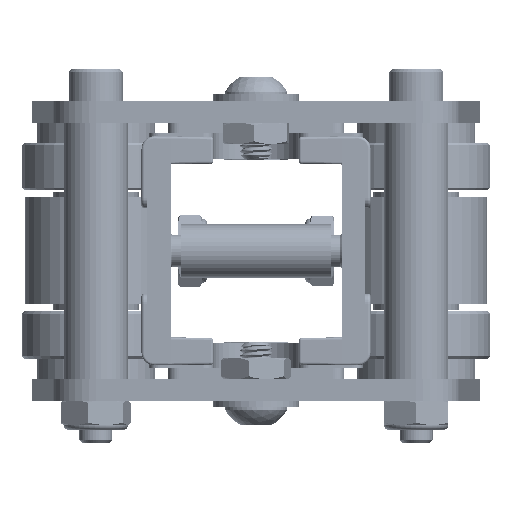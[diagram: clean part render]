
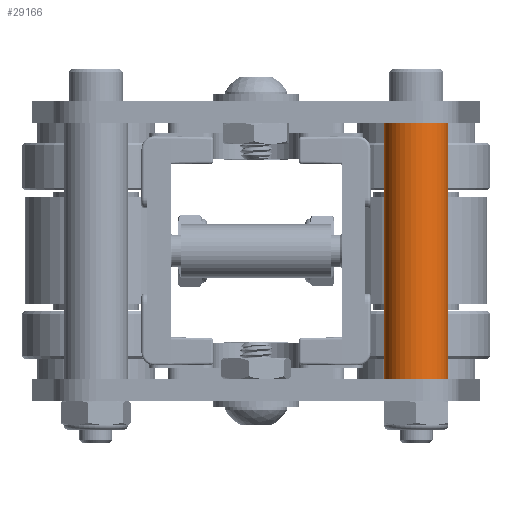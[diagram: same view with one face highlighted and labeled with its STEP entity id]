
A CAD part, front view. The second image highlights one B-rep face of the part: STEP entity #29166.
In plain terms, the highlighted cylindrical face has radius 4.763 mm (diameter 9.525 mm), a full revolution.
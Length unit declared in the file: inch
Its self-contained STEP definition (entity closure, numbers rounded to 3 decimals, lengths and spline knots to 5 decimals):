
#1558 = ORIENTED_EDGE ( 'NONE', *, *, #24050, .T. ) ;
#4039 = CYLINDRICAL_SURFACE ( 'NONE', #25908, 0.1875 ) ;
#5762 = CARTESIAN_POINT ( 'NONE',  ( 0.1875, 0., -0.75 ) ) ;
#6378 = CIRCLE ( 'NONE', #45080, 0.1875 ) ;
#6687 = EDGE_CURVE ( 'NONE', #14552, #14552, #6378, .T. ) ;
#6877 = FACE_OUTER_BOUND ( 'NONE', #18817, .T. ) ;
#10263 = CARTESIAN_POINT ( 'NONE',  ( 0., 0., -0.75 ) ) ;
#13807 = DIRECTION ( 'NONE',  ( 1., 0., 0. ) ) ;
#14552 = VERTEX_POINT ( 'NONE', #42856 ) ;
#16880 = AXIS2_PLACEMENT_3D ( 'NONE', #10263, #46385, #13807 ) ;
#18817 = EDGE_LOOP ( 'NONE', ( #29346 ) ) ;
#20798 = DIRECTION ( 'NONE',  ( 0., 0., 1. ) ) ;
#21373 = FACE_OUTER_BOUND ( 'NONE', #26704, .T. ) ;
#24050 = EDGE_CURVE ( 'NONE', #42324, #42324, #37387, .T. ) ;
#25908 = AXIS2_PLACEMENT_3D ( 'NONE', #32769, #35856, #36818 ) ;
#26704 = EDGE_LOOP ( 'NONE', ( #1558 ) ) ;
#29166 = ADVANCED_FACE ( 'NONE', ( #6877, #21373 ), #4039, .T. ) ;
#29346 = ORIENTED_EDGE ( 'NONE', *, *, #6687, .F. ) ;
#32769 = CARTESIAN_POINT ( 'NONE',  ( 0., 0., 0.75 ) ) ;
#34336 = CARTESIAN_POINT ( 'NONE',  ( 0., 0., 0.75 ) ) ;
#35856 = DIRECTION ( 'NONE',  ( 0., 0., -1. ) ) ;
#36818 = DIRECTION ( 'NONE',  ( -1., 0., 0. ) ) ;
#37387 = CIRCLE ( 'NONE', #16880, 0.1875 ) ;
#42324 = VERTEX_POINT ( 'NONE', #5762 ) ;
#42856 = CARTESIAN_POINT ( 'NONE',  ( 0.1875, 0., 0.75 ) ) ;
#45080 = AXIS2_PLACEMENT_3D ( 'NONE', #34336, #20798, #45515 ) ;
#45515 = DIRECTION ( 'NONE',  ( 1., 0., 0. ) ) ;
#46385 = DIRECTION ( 'NONE',  ( 0., 0., 1. ) ) ;
